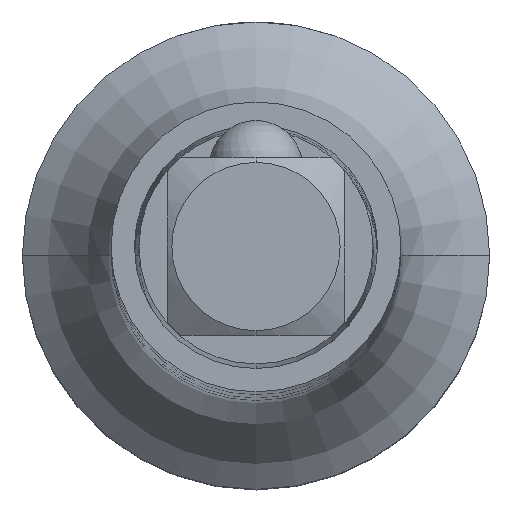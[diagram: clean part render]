
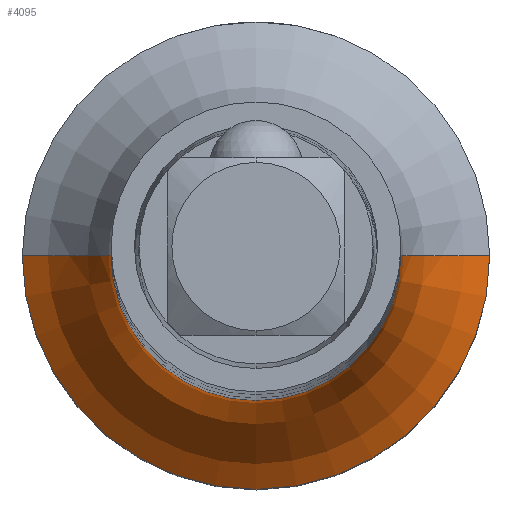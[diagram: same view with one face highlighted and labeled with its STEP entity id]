
A CAD part, top view. The second image highlights one B-rep face of the part: STEP entity #4095.
In plain terms, the highlighted toroidal (fillet/blend) face has major radius 17.75 mm and minor radius 10 mm.
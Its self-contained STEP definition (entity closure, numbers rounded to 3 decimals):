
#3447=CARTESIAN_POINT('',(0.,0.,18.2));
#3448=DIRECTION('',(0.,0.,1.));
#3449=DIRECTION('',(1.,0.,0.));
#3450=AXIS2_PLACEMENT_3D('',#3447,#3448,#3449);
#3455=CARTESIAN_POINT('',(17.75,0.,
26.711));
#3456=DIRECTION('',(0.,1.,0.));
#3457=DIRECTION('',(-0.525,0.,-0.851));
#3458=AXIS2_PLACEMENT_3D('',#3455,#3456,#3457);
#3463=CARTESIAN_POINT('',(-17.75,0.,
26.711));
#3464=DIRECTION('',(0.,-1.,0.));
#3465=DIRECTION('',(0.525,0.,-0.851));
#3466=AXIS2_PLACEMENT_3D('',#3463,#3464,#3465);
#3518=CARTESIAN_POINT('',(0.,0.,26.711));
#3519=DIRECTION('',(0.,0.,1.));
#3520=DIRECTION('',(1.,0.,0.));
#3521=AXIS2_PLACEMENT_3D('',#3518,#3519,#3520);
#3797=CARTESIAN_POINT('',(-12.5,0.,18.2));
#3798=CARTESIAN_POINT('',(12.5,0.,18.2));
#3799=VERTEX_POINT('',#3797);
#3800=VERTEX_POINT('',#3798);
#3801=CARTESIAN_POINT('',(-7.75,0.,26.711));
#3802=CARTESIAN_POINT('',(7.75,0.,26.711));
#3803=VERTEX_POINT('',#3801);
#3804=VERTEX_POINT('',#3802);
#4081=CARTESIAN_POINT('',(0.,0.,26.711));
#4082=DIRECTION('',(0.,0.,1.));
#4083=DIRECTION('',(1.,0.,0.));
#4084=AXIS2_PLACEMENT_3D('',#4081,#4082,#4083);
#4085=TOROIDAL_SURFACE('',#4084,17.75,10.);
#4086=ORIENTED_EDGE('',*,*,#4075,.F.);
#4088=ORIENTED_EDGE('',*,*,#4087,.T.);
#4090=ORIENTED_EDGE('',*,*,#4089,.T.);
#4092=ORIENTED_EDGE('',*,*,#4091,.F.);
#4093=EDGE_LOOP('',(#4086,#4088,#4090,#4092));
#4094=FACE_OUTER_BOUND('',#4093,.F.);
#4095=ADVANCED_FACE('',(#4094),#4085,.F.);
#3451=CIRCLE('',#3450,12.5);
#3459=CIRCLE('',#3458,10.);
#3467=CIRCLE('',#3466,10.);
#3522=CIRCLE('',#3521,7.75);
#4075=EDGE_CURVE('',#3800,#3799,#3451,.T.);
#4087=EDGE_CURVE('',#3800,#3804,#3459,.T.);
#4089=EDGE_CURVE('',#3804,#3803,#3522,.T.);
#4091=EDGE_CURVE('',#3799,#3803,#3467,.T.);
